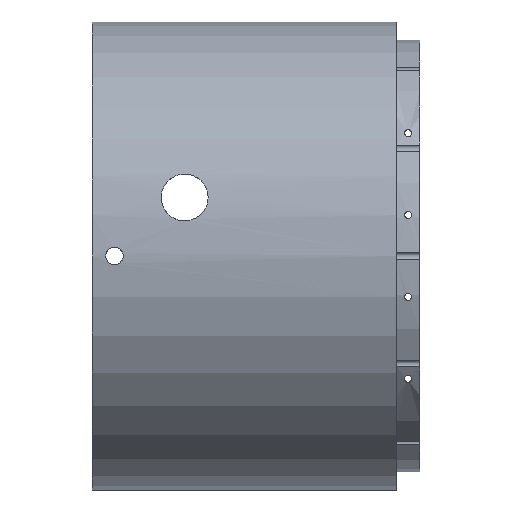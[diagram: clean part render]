
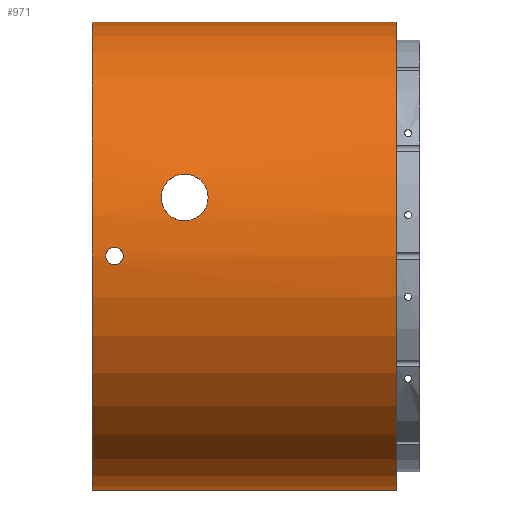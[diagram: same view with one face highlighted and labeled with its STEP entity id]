
A CAD part, left-side view. The second image highlights one B-rep face of the part: STEP entity #971.
In plain terms, the highlighted cylindrical face has radius 100 mm (diameter 200 mm), a partial arc.
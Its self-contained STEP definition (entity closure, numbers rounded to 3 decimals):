
#23=FACE_BOUND('',#184,.T.);
#24=FACE_BOUND('',#185,.T.);
#50=CIRCLE('',#1023,100.);
#84=CIRCLE('',#1073,100.);
#133=FACE_OUTER_BOUND('',#183,.T.);
#183=EDGE_LOOP('',(#784,#785,#786,#787));
#184=EDGE_LOOP('',(#788,#789,#790));
#185=EDGE_LOOP('',(#791,#792));
#269=LINE('',#1840,#338);
#272=LINE('',#1848,#341);
#338=VECTOR('',#1259,10.);
#341=VECTOR('',#1266,10.);
#382=B_SPLINE_CURVE_WITH_KNOTS('',3,(#1852,#1853,#1854,#1855,#1856,#1857,
#1858,#1859,#1860,#1861),.UNSPECIFIED.,.F.,.F.,(4,2,2,2,4),(0.565,
0.706,0.848,0.989,1.13),
 .UNSPECIFIED.);
#383=B_SPLINE_CURVE_WITH_KNOTS('',3,(#1863,#1864,#1865,#1866,#1867,#1868,
#1869,#1870,#1871,#1872),.UNSPECIFIED.,.F.,.F.,(4,2,2,2,4),(1.13,
1.271,1.413,1.554,1.695),
 .UNSPECIFIED.);
#384=B_SPLINE_CURVE_WITH_KNOTS('',3,(#1873,#1874,#1875,#1876,#1877,#1878,
#1879,#1880,#1881,#1882,#1883,#1884,#1885,#1886,#1887,#1888,#1889,#1890,
#1891),.UNSPECIFIED.,.F.,.F.,(4,2,2,2,3,2,2,2,4),(1.695,1.837,
1.978,2.119,2.26,2.402,2.543,
2.684,2.825),.UNSPECIFIED.);
#385=B_SPLINE_CURVE_WITH_KNOTS('',3,(#1894,#1895,#1896,#1897,#1898,#1899,
#1900,#1901,#1902,#1903,#1904,#1905,#1906,#1907,#1908,#1909,#1910,#1911),
 .UNSPECIFIED.,.F.,.F.,(4,2,2,2,2,2,2,2,4),(0.,0.377,0.754,
1.148,1.542,1.928,2.314,2.69,
3.066),.UNSPECIFIED.);
#386=B_SPLINE_CURVE_WITH_KNOTS('',3,(#1912,#1913,#1914,#1915,#1916,#1917,
#1918,#1919,#1920,#1921,#1922,#1923,#1924,#1925,#1926,#1927,#1928,#1929),
 .UNSPECIFIED.,.F.,.F.,(4,2,2,2,2,2,2,2,4),(3.066,3.442,
3.818,4.204,4.59,4.984,5.378,
5.755,6.132),.UNSPECIFIED.);
#413=VERTEX_POINT('',#1680);
#414=VERTEX_POINT('',#1682);
#458=VERTEX_POINT('',#1839);
#461=VERTEX_POINT('',#1847);
#462=VERTEX_POINT('',#1850);
#463=VERTEX_POINT('',#1851);
#464=VERTEX_POINT('',#1862);
#465=VERTEX_POINT('',#1892);
#466=VERTEX_POINT('',#1893);
#516=EDGE_CURVE('',#414,#413,#50,.T.);
#580=EDGE_CURVE('',#414,#458,#269,.T.);
#584=EDGE_CURVE('',#413,#461,#272,.T.);
#585=EDGE_CURVE('',#461,#458,#84,.T.);
#586=EDGE_CURVE('',#462,#463,#382,.T.);
#587=EDGE_CURVE('',#463,#464,#383,.T.);
#588=EDGE_CURVE('',#464,#462,#384,.T.);
#589=EDGE_CURVE('',#465,#466,#385,.T.);
#590=EDGE_CURVE('',#466,#465,#386,.T.);
#784=ORIENTED_EDGE('',*,*,#516,.T.);
#785=ORIENTED_EDGE('',*,*,#584,.T.);
#786=ORIENTED_EDGE('',*,*,#585,.T.);
#787=ORIENTED_EDGE('',*,*,#580,.F.);
#788=ORIENTED_EDGE('',*,*,#586,.T.);
#789=ORIENTED_EDGE('',*,*,#587,.T.);
#790=ORIENTED_EDGE('',*,*,#588,.T.);
#791=ORIENTED_EDGE('',*,*,#589,.T.);
#792=ORIENTED_EDGE('',*,*,#590,.T.);
#938=CYLINDRICAL_SURFACE('',#1072,100.);
#971=ADVANCED_FACE('',(#133,#23,#24),#938,.T.);
#1023=AXIS2_PLACEMENT_3D('',#1683,#1134,#1135);
#1072=AXIS2_PLACEMENT_3D('',#1846,#1264,#1265);
#1073=AXIS2_PLACEMENT_3D('',#1849,#1267,#1268);
#1134=DIRECTION('center_axis',(0.,1.,0.));
#1135=DIRECTION('ref_axis',(0.,0.,-1.));
#1259=DIRECTION('',(0.,1.,0.));
#1264=DIRECTION('center_axis',(0.,-1.,0.));
#1265=DIRECTION('ref_axis',(0.,0.,-1.));
#1266=DIRECTION('',(0.,1.,0.));
#1267=DIRECTION('center_axis',(0.,-1.,0.));
#1268=DIRECTION('ref_axis',(0.,0.,-1.));
#1680=CARTESIAN_POINT('',(-75.,-260.,100.));
#1682=CARTESIAN_POINT('',(-75.,-260.,-100.));
#1683=CARTESIAN_POINT('Origin',(-75.,-260.,0.));
#1839=CARTESIAN_POINT('',(-75.,-130.,-100.));
#1840=CARTESIAN_POINT('',(-75.,0.,-100.));
#1846=CARTESIAN_POINT('Origin',(-75.,0.,0.));
#1847=CARTESIAN_POINT('',(-75.,-130.,100.));
#1848=CARTESIAN_POINT('',(-75.,0.,100.));
#1849=CARTESIAN_POINT('Origin',(-75.,-130.,0.));
#1850=CARTESIAN_POINT('',(-175.,-143.265,0.));
#1851=CARTESIAN_POINT('',(-174.93,-139.515,-3.75));
#1852=CARTESIAN_POINT('Ctrl Pts',(-175.,-143.265,0.));
#1853=CARTESIAN_POINT('Ctrl Pts',(-175.,-143.265,-0.471));
#1854=CARTESIAN_POINT('Ctrl Pts',(-174.996,-143.171,-0.973));
#1855=CARTESIAN_POINT('Ctrl Pts',(-174.983,-142.788,-1.897));
#1856=CARTESIAN_POINT('Ctrl Pts',(-174.974,-142.5,-2.319));
#1857=CARTESIAN_POINT('Ctrl Pts',(-174.956,-141.834,-2.985));
#1858=CARTESIAN_POINT('Ctrl Pts',(-174.947,-141.412,-3.273));
#1859=CARTESIAN_POINT('Ctrl Pts',(-174.933,-140.488,-3.656));
#1860=CARTESIAN_POINT('Ctrl Pts',(-174.93,-139.986,-3.75));
#1861=CARTESIAN_POINT('Ctrl Pts',(-174.93,-139.515,-3.75));
#1862=CARTESIAN_POINT('',(-175.,-135.765,0.));
#1863=CARTESIAN_POINT('Ctrl Pts',(-174.93,-139.515,-3.75));
#1864=CARTESIAN_POINT('Ctrl Pts',(-174.93,-139.044,-3.75));
#1865=CARTESIAN_POINT('Ctrl Pts',(-174.933,-138.542,-3.656));
#1866=CARTESIAN_POINT('Ctrl Pts',(-174.947,-137.618,-3.273));
#1867=CARTESIAN_POINT('Ctrl Pts',(-174.956,-137.196,-2.985));
#1868=CARTESIAN_POINT('Ctrl Pts',(-174.974,-136.53,-2.319));
#1869=CARTESIAN_POINT('Ctrl Pts',(-174.983,-136.242,-1.897));
#1870=CARTESIAN_POINT('Ctrl Pts',(-174.996,-135.859,-0.973));
#1871=CARTESIAN_POINT('Ctrl Pts',(-175.,-135.765,-0.471));
#1872=CARTESIAN_POINT('Ctrl Pts',(-175.,-135.765,0.));
#1873=CARTESIAN_POINT('Ctrl Pts',(-175.,-135.765,0.));
#1874=CARTESIAN_POINT('Ctrl Pts',(-175.,-135.765,0.471));
#1875=CARTESIAN_POINT('Ctrl Pts',(-174.996,-135.859,0.973));
#1876=CARTESIAN_POINT('Ctrl Pts',(-174.983,-136.242,1.897));
#1877=CARTESIAN_POINT('Ctrl Pts',(-174.974,-136.53,2.319));
#1878=CARTESIAN_POINT('Ctrl Pts',(-174.956,-137.196,2.985));
#1879=CARTESIAN_POINT('Ctrl Pts',(-174.947,-137.618,3.273));
#1880=CARTESIAN_POINT('Ctrl Pts',(-174.933,-138.542,3.656));
#1881=CARTESIAN_POINT('Ctrl Pts',(-174.93,-139.044,3.75));
#1882=CARTESIAN_POINT('Ctrl Pts',(-174.93,-139.515,3.75));
#1883=CARTESIAN_POINT('Ctrl Pts',(-174.93,-139.986,3.75));
#1884=CARTESIAN_POINT('Ctrl Pts',(-174.933,-140.488,3.656));
#1885=CARTESIAN_POINT('Ctrl Pts',(-174.947,-141.412,3.273));
#1886=CARTESIAN_POINT('Ctrl Pts',(-174.956,-141.834,2.985));
#1887=CARTESIAN_POINT('Ctrl Pts',(-174.974,-142.5,2.319));
#1888=CARTESIAN_POINT('Ctrl Pts',(-174.983,-142.788,1.897));
#1889=CARTESIAN_POINT('Ctrl Pts',(-174.996,-143.171,0.973));
#1890=CARTESIAN_POINT('Ctrl Pts',(-175.,-143.265,0.471));
#1891=CARTESIAN_POINT('Ctrl Pts',(-175.,-143.265,0.));
#1892=CARTESIAN_POINT('',(-168.675,-169.515,35.));
#1893=CARTESIAN_POINT('',(-173.869,-169.515,15.));
#1894=CARTESIAN_POINT('Ctrl Pts',(-168.675,-169.515,35.));
#1895=CARTESIAN_POINT('Ctrl Pts',(-168.675,-170.771,35.));
#1896=CARTESIAN_POINT('Ctrl Pts',(-168.77,-172.104,34.749));
#1897=CARTESIAN_POINT('Ctrl Pts',(-169.136,-174.544,33.744));
#1898=CARTESIAN_POINT('Ctrl Pts',(-169.406,-175.65,32.991));
#1899=CARTESIAN_POINT('Ctrl Pts',(-170.,-177.434,31.239));
#1900=CARTESIAN_POINT('Ctrl Pts',(-170.369,-178.218,30.106));
#1901=CARTESIAN_POINT('Ctrl Pts',(-171.118,-179.258,27.623));
#1902=CARTESIAN_POINT('Ctrl Pts',(-171.496,-179.515,26.272));
#1903=CARTESIAN_POINT('Ctrl Pts',(-172.146,-179.515,23.754));
#1904=CARTESIAN_POINT('Ctrl Pts',(-172.464,-179.268,22.415));
#1905=CARTESIAN_POINT('Ctrl Pts',(-173.,-178.243,19.939));
#1906=CARTESIAN_POINT('Ctrl Pts',(-173.221,-177.465,18.802));
#1907=CARTESIAN_POINT('Ctrl Pts',(-173.544,-175.677,17.027));
#1908=CARTESIAN_POINT('Ctrl Pts',(-173.67,-174.559,16.264));
#1909=CARTESIAN_POINT('Ctrl Pts',(-173.832,-172.104,15.25));
#1910=CARTESIAN_POINT('Ctrl Pts',(-173.869,-170.768,15.));
#1911=CARTESIAN_POINT('Ctrl Pts',(-173.869,-169.515,15.));
#1912=CARTESIAN_POINT('Ctrl Pts',(-173.869,-169.515,15.));
#1913=CARTESIAN_POINT('Ctrl Pts',(-173.869,-168.262,15.));
#1914=CARTESIAN_POINT('Ctrl Pts',(-173.832,-166.926,15.25));
#1915=CARTESIAN_POINT('Ctrl Pts',(-173.67,-164.471,16.264));
#1916=CARTESIAN_POINT('Ctrl Pts',(-173.544,-163.353,17.027));
#1917=CARTESIAN_POINT('Ctrl Pts',(-173.221,-161.565,18.802));
#1918=CARTESIAN_POINT('Ctrl Pts',(-173.,-160.787,19.939));
#1919=CARTESIAN_POINT('Ctrl Pts',(-172.464,-159.762,22.415));
#1920=CARTESIAN_POINT('Ctrl Pts',(-172.146,-159.515,23.754));
#1921=CARTESIAN_POINT('Ctrl Pts',(-171.496,-159.515,26.272));
#1922=CARTESIAN_POINT('Ctrl Pts',(-171.118,-159.772,27.623));
#1923=CARTESIAN_POINT('Ctrl Pts',(-170.369,-160.812,30.106));
#1924=CARTESIAN_POINT('Ctrl Pts',(-170.,-161.596,31.239));
#1925=CARTESIAN_POINT('Ctrl Pts',(-169.406,-163.38,32.991));
#1926=CARTESIAN_POINT('Ctrl Pts',(-169.136,-164.486,33.744));
#1927=CARTESIAN_POINT('Ctrl Pts',(-168.77,-166.926,34.749));
#1928=CARTESIAN_POINT('Ctrl Pts',(-168.675,-168.259,35.));
#1929=CARTESIAN_POINT('Ctrl Pts',(-168.675,-169.515,35.));
